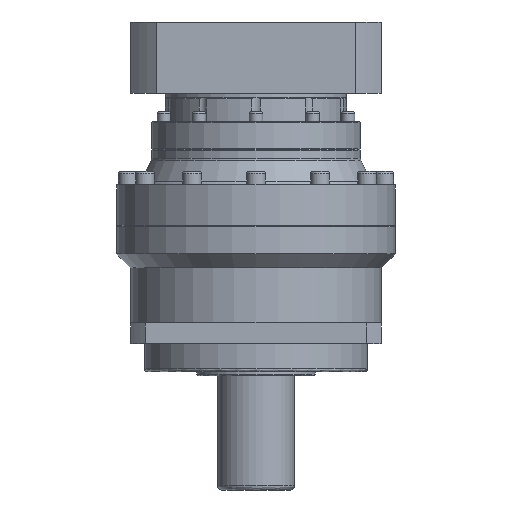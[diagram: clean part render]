
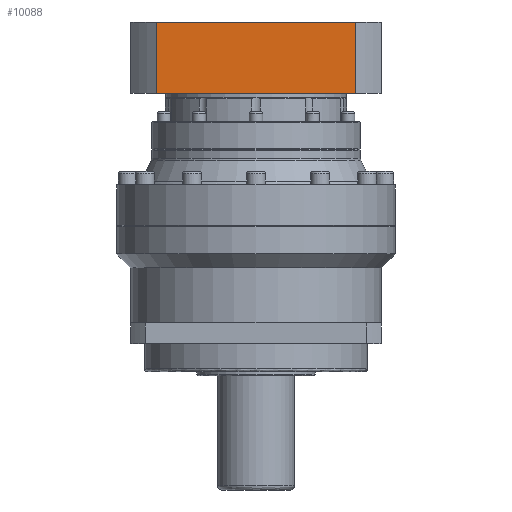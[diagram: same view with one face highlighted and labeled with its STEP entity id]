
A CAD part, front view. The second image highlights one B-rep face of the part: STEP entity #10088.
In plain terms, the highlighted planar face has unit normal (0, -1, 0).
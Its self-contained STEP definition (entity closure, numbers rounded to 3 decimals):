
#8 = VERTEX_POINT ( 'NONE', #9217 ) ;
#1213 = DIRECTION ( 'NONE',  ( 0., 0., -1. ) ) ;
#1959 = CARTESIAN_POINT ( 'NONE',  ( -71.589, -90., 285. ) ) ;
#4296 = AXIS2_PLACEMENT_3D ( 'NONE', #10822, #24120, #12746 ) ;
#4614 = VECTOR ( 'NONE', #14303, 1000. ) ;
#4752 = ORIENTED_EDGE ( 'NONE', *, *, #5050, .T. ) ;
#4815 = ORIENTED_EDGE ( 'NONE', *, *, #13955, .F. ) ;
#5050 = EDGE_CURVE ( 'NONE', #7110, #23659, #5790, .T. ) ;
#5790 = LINE ( 'NONE', #6523, #4614 ) ;
#6523 = CARTESIAN_POINT ( 'NONE',  ( 0., -90., 285. ) ) ;
#7110 = VERTEX_POINT ( 'NONE', #1959 ) ;
#8472 = DIRECTION ( 'NONE',  ( 0., 0., 1. ) ) ;
#8580 = EDGE_CURVE ( 'NONE', #8, #15046, #18840, .T. ) ;
#9217 = CARTESIAN_POINT ( 'NONE',  ( -71.589, -90., 336. ) ) ;
#9377 = ORIENTED_EDGE ( 'NONE', *, *, #21091, .F. ) ;
#10088 = ADVANCED_FACE ( 'NONE', ( #19288 ), #12666, .F. ) ;
#10379 = CARTESIAN_POINT ( 'NONE',  ( -71.589, -90., 336. ) ) ;
#10768 = VECTOR ( 'NONE', #8472, 1000. ) ;
#10822 = CARTESIAN_POINT ( 'NONE',  ( -71.589, -90., 336. ) ) ;
#11123 = LINE ( 'NONE', #20282, #20670 ) ;
#11375 = LINE ( 'NONE', #12431, #10768 ) ;
#12296 = DIRECTION ( 'NONE',  ( 1., 0., 0. ) ) ;
#12431 = CARTESIAN_POINT ( 'NONE',  ( -71.589, -90., 336. ) ) ;
#12666 = PLANE ( 'NONE',  #4296 ) ;
#12746 = DIRECTION ( 'NONE',  ( -1., 0., 0. ) ) ;
#13805 = VECTOR ( 'NONE', #12296, 1000. ) ;
#13955 = EDGE_CURVE ( 'NONE', #15046, #23659, #11123, .T. ) ;
#14303 = DIRECTION ( 'NONE',  ( 1., 0., 0. ) ) ;
#15046 = VERTEX_POINT ( 'NONE', #17149 ) ;
#17149 = CARTESIAN_POINT ( 'NONE',  ( 71.589, -90., 336. ) ) ;
#17287 = CARTESIAN_POINT ( 'NONE',  ( 71.589, -90., 285. ) ) ;
#18344 = EDGE_LOOP ( 'NONE', ( #9377, #4752, #4815, #18412 ) ) ;
#18412 = ORIENTED_EDGE ( 'NONE', *, *, #8580, .F. ) ;
#18840 = LINE ( 'NONE', #10379, #13805 ) ;
#19288 = FACE_OUTER_BOUND ( 'NONE', #18344, .T. ) ;
#20282 = CARTESIAN_POINT ( 'NONE',  ( 71.589, -90., 285. ) ) ;
#20670 = VECTOR ( 'NONE', #1213, 1000. ) ;
#21091 = EDGE_CURVE ( 'NONE', #7110, #8, #11375, .T. ) ;
#23659 = VERTEX_POINT ( 'NONE', #17287 ) ;
#24120 = DIRECTION ( 'NONE',  ( 0., 1., 0. ) ) ;
